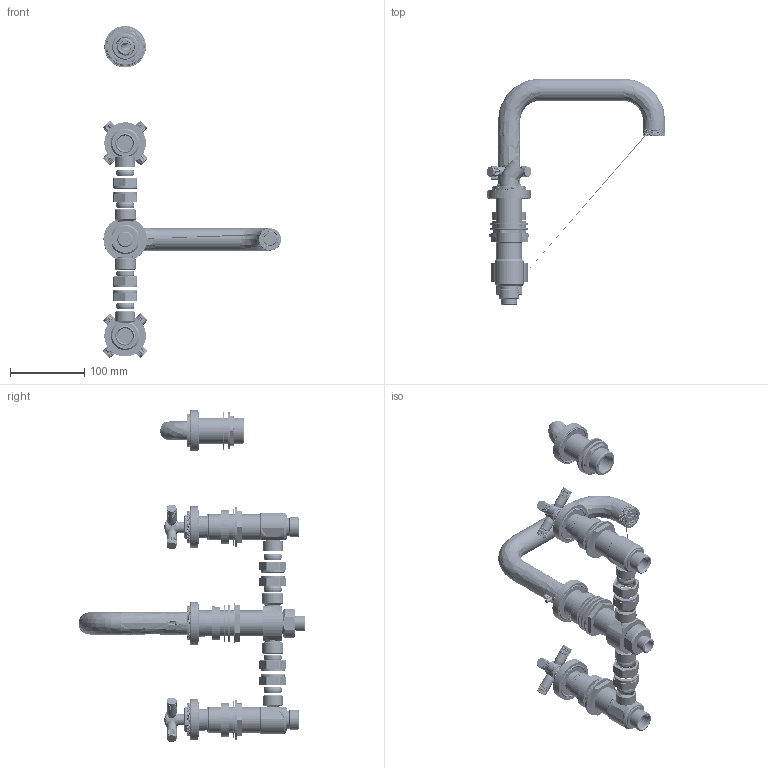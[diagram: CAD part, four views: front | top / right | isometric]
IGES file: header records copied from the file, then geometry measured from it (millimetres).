
Global section: file name: V7K48-2XK; native system: Autodesk Inventor 2018; preprocessor: unknown; author: clarkin; date: 20171006.093917; units: millimetre
Bounding box: 240.53 x 306 x 447.99 mm (x, y, z)
Volume: 704830.9 mm3; surface area: 444638.1 mm2
Topology: 115 solids, 116 shells, 36210 faces, 79512 edges, 43892 vertices
Faces by surface type: bspline 36210
